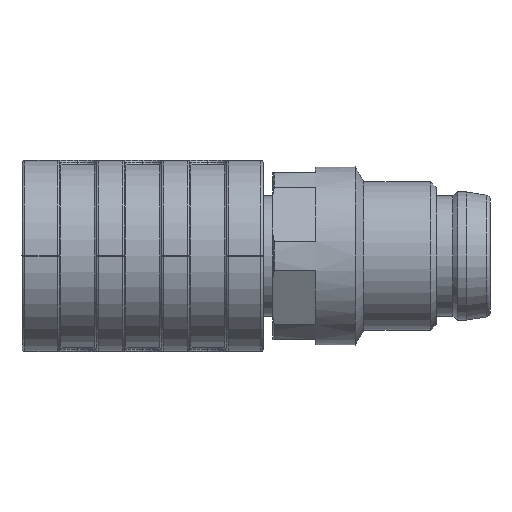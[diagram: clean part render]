
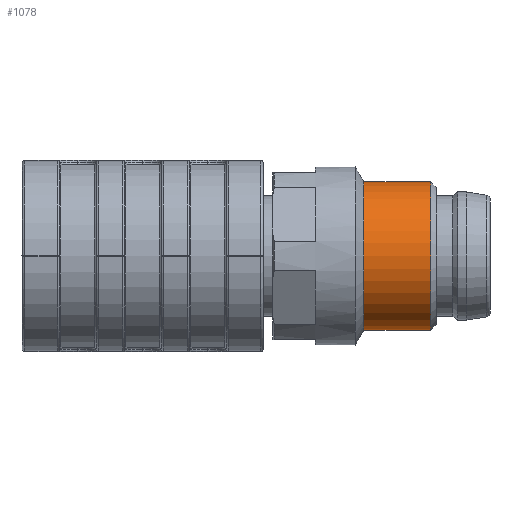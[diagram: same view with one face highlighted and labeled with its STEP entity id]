
A CAD part, front view. The second image highlights one B-rep face of the part: STEP entity #1078.
In plain terms, the highlighted cylindrical face has radius 4 mm (diameter 8 mm), a full revolution.
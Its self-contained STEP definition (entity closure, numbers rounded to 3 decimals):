
#467=CYLINDRICAL_SURFACE('',#4054,4.);
#1078=ADVANCED_FACE('',(#1227,#1228),#467,.T.);
#1227=FACE_BOUND('',#1463,.T.);
#1228=FACE_BOUND('',#1464,.T.);
#1463=EDGE_LOOP('',(#2337));
#1464=EDGE_LOOP('',(#2338));
#2337=ORIENTED_EDGE('',*,*,#3250,.F.);
#2338=ORIENTED_EDGE('',*,*,#3249,.T.);
#2774=VERTEX_POINT('',#6394);
#2775=VERTEX_POINT('',#6397);
#3249=EDGE_CURVE('',#2774,#2774,#3584,.T.);
#3250=EDGE_CURVE('',#2775,#2775,#3585,.T.);
#3584=CIRCLE('',#4051,4.);
#3585=CIRCLE('',#4053,4.);
#4051=AXIS2_PLACEMENT_3D('',#6393,#5145,#5146);
#4053=AXIS2_PLACEMENT_3D('',#6396,#5149,#5150);
#4054=AXIS2_PLACEMENT_3D('',#6398,#5151,#5152);
#5145=DIRECTION('',(-1.,0.,0.));
#5146=DIRECTION('',(0.,0.,1.));
#5149=DIRECTION('',(-1.,0.,0.));
#5150=DIRECTION('',(0.,0.,1.));
#5151=DIRECTION('',(-1.,0.,0.));
#5152=DIRECTION('',(0.,0.,-1.));
#6393=CARTESIAN_POINT('',(59.802,20.5,29.5));
#6394=CARTESIAN_POINT('',(59.802,20.5,33.5));
#6396=CARTESIAN_POINT('',(56.202,20.5,29.5));
#6397=CARTESIAN_POINT('',(56.202,20.5,33.5));
#6398=CARTESIAN_POINT('',(49.602,20.5,29.5));
